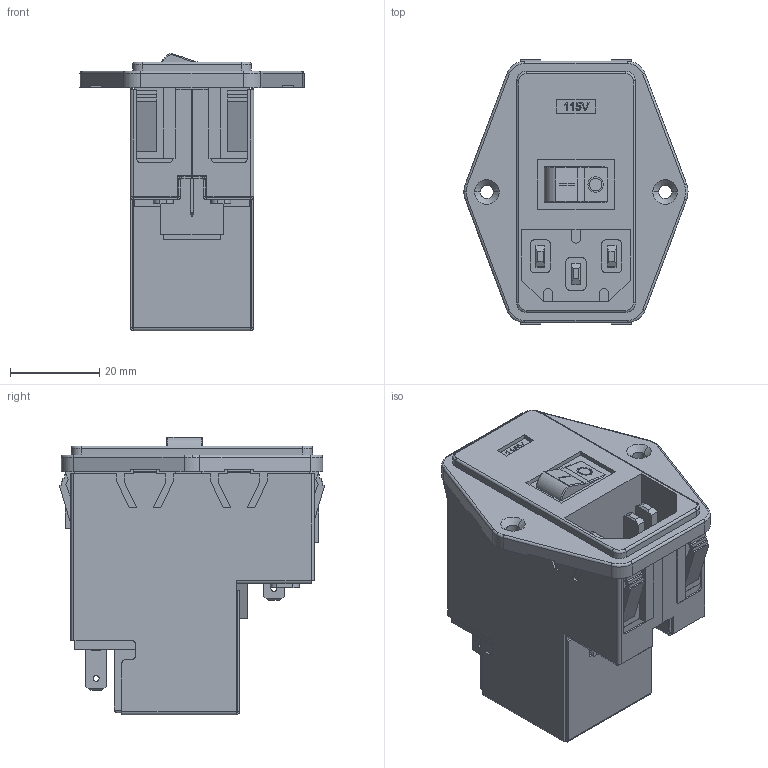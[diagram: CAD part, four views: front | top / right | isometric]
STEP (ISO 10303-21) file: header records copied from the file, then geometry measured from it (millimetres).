
FILE_DESCRIPTION (( 'STEP AP203' ), '1' );
FILE_NAME ('83545000NR.STEP', '2007-07-23T15:35:25', ( ' ' ), ( ' ' ), 'SwSTEP 2.0', 'SolidWorks 2007', '' );
FILE_SCHEMA (( 'CONFIG_CONTROL_DESIGN' ));
Length unit declared in the file: millimetre
Products named in the file (1): 83545000NR
Bounding box: 50.29 x 59.52 x 62.25 mm (x, y, z)
Volume: 66042.3 mm3; surface area: 36937.3 mm2
Topology: 2 solids, 2 shells, 931 faces, 2499 edges, 1606 vertices
Faces by surface type: plane 710, cylinder 148, bspline 52, torus 15, cone 4, sphere 2
Entity records: 31326 total; most frequent: CARTESIAN_POINT 8032, ORIENTED_EDGE 4994, DIRECTION 4454, EDGE_CURVE 2497, VECTOR 2076, LINE 2076, VERTEX_POINT 1606, AXIS2_PLACEMENT_3D 1189
